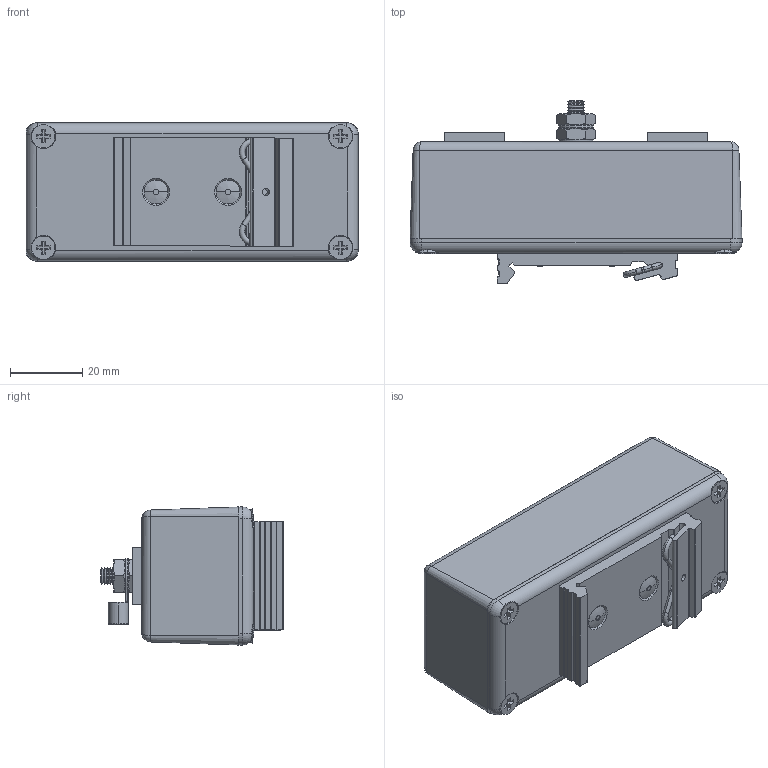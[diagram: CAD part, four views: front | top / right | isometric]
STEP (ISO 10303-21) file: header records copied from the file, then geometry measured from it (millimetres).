
FILE_DESCRIPTION (( 'STEP AP214' ), '1' );
FILE_NAME ('HGLND-CAT5J_3D.STEP', '2021-05-13T18:09:25', ( '' ), ( '' ), 'SwSTEP 2.0', 'SolidWorks 2020', '' );
FILE_SCHEMA (( 'AUTOMOTIVE_DESIGN' ));
Length unit declared in the file: inch
Products named in the file (16): XFR-0001; XFS-0039; XFN-0003; X-ASSY-HYP309-MA1; X-ASSY-HYP309; 1AY06-083-MA1_1AY06-082-MA1; XCT-0005; DIN-MNT30_demo; 1AT02-015; XFW-0002; 1AY06-083-MA2_1AY06-082-MA2; 1AY06-083_1AY06-082; XMH-0016; HGLND-CAT5J_3D; XF469-01
Assembly tree (23 placements, depth 4):
  HGLND-CAT5J_3D
    XF469-01
    XFN-0003  x3
    XFW-0002  x2
    XMH-0016
    1AT02-015
    XFR-0001  x2
    XCT-0005
    DIN-MNT30_demo
      1AY06-083_1AY06-082
        1AY06-083-MA1_1AY06-082-MA1
        1AY06-083-MA2_1AY06-082-MA2
    XFS-0039  x4
    X-ASSY-HYP309
      X-ASSY-HYP309
      X-ASSY-HYP309-MA1  x2
Bounding box: 92.2 x 50.77 x 38.35 mm (x, y, z)
Volume: 41302.2 mm3; surface area: 46086.6 mm2
Topology: 20 solids, 20 shells, 1310 faces, 3074 edges, 1823 vertices
Faces by surface type: cone 648, plane 364, cylinder 249, torus 35, bspline 10, sphere 4
Entity records: 30321 total; most frequent: CARTESIAN_POINT 6739, DIRECTION 3921, ORIENTED_EDGE 3578, EDGE_CURVE 1789, AXIS2_PLACEMENT_3D 1479, VERTEX_POINT 1093, VECTOR 963, LINE 963
